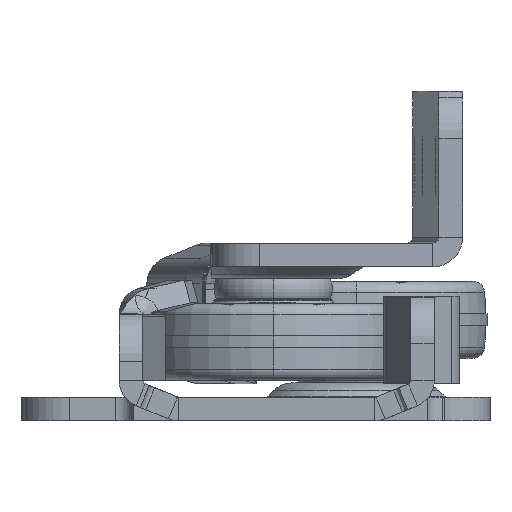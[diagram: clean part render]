
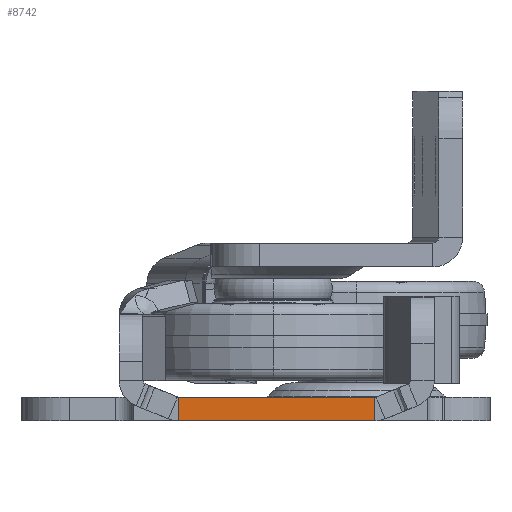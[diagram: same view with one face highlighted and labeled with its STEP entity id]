
A CAD part, left-side view. The second image highlights one B-rep face of the part: STEP entity #8742.
In plain terms, the highlighted planar face has unit normal (-1, 0, 0).
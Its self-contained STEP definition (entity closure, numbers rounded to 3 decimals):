
#836 = CARTESIAN_POINT ( 'NONE',  ( -399.5, -9.522, 2. ) ) ;
#1139 = LINE ( 'NONE', #5190, #7065 ) ;
#1188 = LINE ( 'NONE', #15724, #2305 ) ;
#1866 = CARTESIAN_POINT ( 'NONE',  ( -399.5, -9.522, 2. ) ) ;
#2128 = LINE ( 'NONE', #836, #6764 ) ;
#2305 = VECTOR ( 'NONE', #8894, 1000. ) ;
#3001 = VECTOR ( 'NONE', #6340, 1000. ) ;
#3104 = CARTESIAN_POINT ( 'NONE',  ( -399.5, -9.522, 0. ) ) ;
#3340 = EDGE_LOOP ( 'NONE', ( #10419, #8896, #7403, #4706 ) ) ;
#3410 = PLANE ( 'NONE',  #7555 ) ;
#4671 = VERTEX_POINT ( 'NONE', #3104 ) ;
#4706 = ORIENTED_EDGE ( 'NONE', *, *, #14676, .F. ) ;
#4883 = DIRECTION ( 'NONE',  ( -1., 0., 0. ) ) ;
#4909 = EDGE_CURVE ( 'NONE', #11520, #4671, #2128, .T. ) ;
#5190 = CARTESIAN_POINT ( 'NONE',  ( -399.5, -11.5, 2. ) ) ;
#5566 = EDGE_CURVE ( 'NONE', #11520, #11117, #1139, .T. ) ;
#6340 = DIRECTION ( 'NONE',  ( 0., 1., 0. ) ) ;
#6764 = VECTOR ( 'NONE', #11391, 1000. ) ;
#7065 = VECTOR ( 'NONE', #10480, 1000. ) ;
#7403 = ORIENTED_EDGE ( 'NONE', *, *, #8495, .F. ) ;
#7555 = AXIS2_PLACEMENT_3D ( 'NONE', #10099, #4883, #8702 ) ;
#8495 = EDGE_CURVE ( 'NONE', #12660, #11117, #1188, .T. ) ;
#8702 = DIRECTION ( 'NONE',  ( 0., 1., 0. ) ) ;
#8742 = ADVANCED_FACE ( 'NONE', ( #12592 ), #3410, .T. ) ;
#8894 = DIRECTION ( 'NONE',  ( 0., 0., 1. ) ) ;
#8896 = ORIENTED_EDGE ( 'NONE', *, *, #5566, .T. ) ;
#10099 = CARTESIAN_POINT ( 'NONE',  ( -399.5, -11.5, 2. ) ) ;
#10419 = ORIENTED_EDGE ( 'NONE', *, *, #4909, .F. ) ;
#10480 = DIRECTION ( 'NONE',  ( 0., 1., 0. ) ) ;
#10546 = CARTESIAN_POINT ( 'NONE',  ( -399.5, 7.022, 2. ) ) ;
#11117 = VERTEX_POINT ( 'NONE', #10546 ) ;
#11391 = DIRECTION ( 'NONE',  ( 0., 0., -1. ) ) ;
#11520 = VERTEX_POINT ( 'NONE', #1866 ) ;
#12592 = FACE_OUTER_BOUND ( 'NONE', #3340, .T. ) ;
#12660 = VERTEX_POINT ( 'NONE', #15301 ) ;
#14676 = EDGE_CURVE ( 'NONE', #4671, #12660, #16927, .T. ) ;
#15301 = CARTESIAN_POINT ( 'NONE',  ( -399.5, 7.022, 0. ) ) ;
#15614 = CARTESIAN_POINT ( 'NONE',  ( -399.5, -21.25, 0. ) ) ;
#15724 = CARTESIAN_POINT ( 'NONE',  ( -399.5, 7.022, 2. ) ) ;
#16927 = LINE ( 'NONE', #15614, #3001 ) ;
